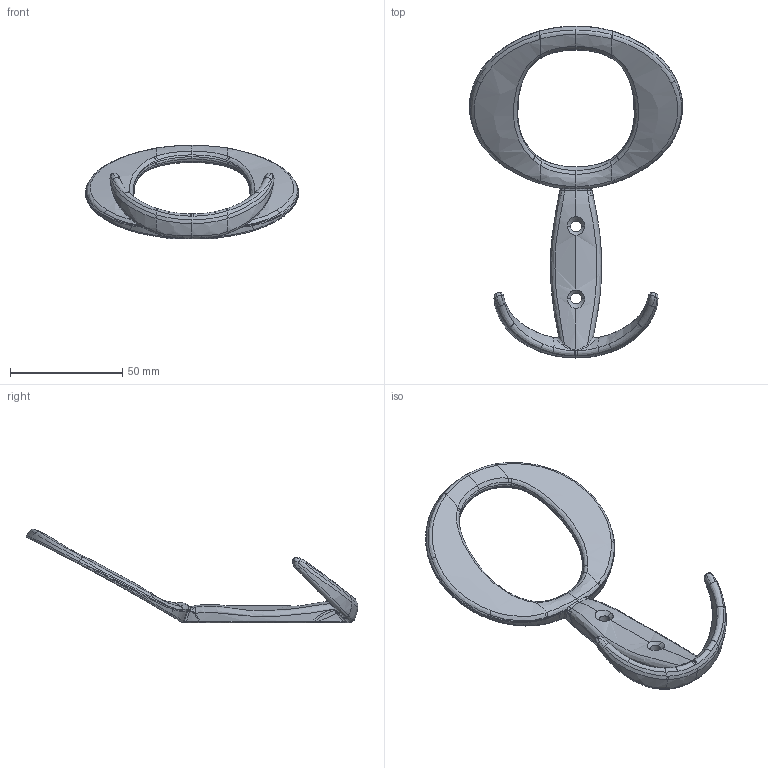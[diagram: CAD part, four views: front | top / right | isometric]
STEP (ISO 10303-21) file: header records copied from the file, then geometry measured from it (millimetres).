
FILE_DESCRIPTION(('Creo Elements/Direct Modeling STEP Export'),'2;1');
FILE_NAME('1280.stp','2018-08-27T 9:11:56',(''),(''),'Creo Elements/Direct Modeling STEP processor for AP214 (Solid Model)','Creo Elements/Direct Modeling 20.0 12-Nov-2016 (C) Parametric Technology GmbH','');
FILE_SCHEMA(('AUTOMOTIVE_DESIGN { 1 0 10303 214 1 1 1 1 }'));
Products named in the file (1): 1280
Bounding box: 94.82 x 147.57 x 41.55 mm (x, y, z)
Volume: 22290.7 mm3; surface area: 14791.4 mm2
Topology: 1 solids, 1 shells, 344 faces, 826 edges, 478 vertices
Faces by surface type: bspline 309, cylinder 21, cone 5, extrusion 4, torus 2, sphere 2, plane 1
Entity records: 56973 total; most frequent: CARTESIAN_POINT 47813, ORIENTED_EDGE 1648, EDGE_CURVE 824, DIRECTION 776, VERTEX_POINT 478, B_SPLINE_CURVE_WITH_KNOTS 404, EDGE_LOOP 346, COLOUR_RGB 345
